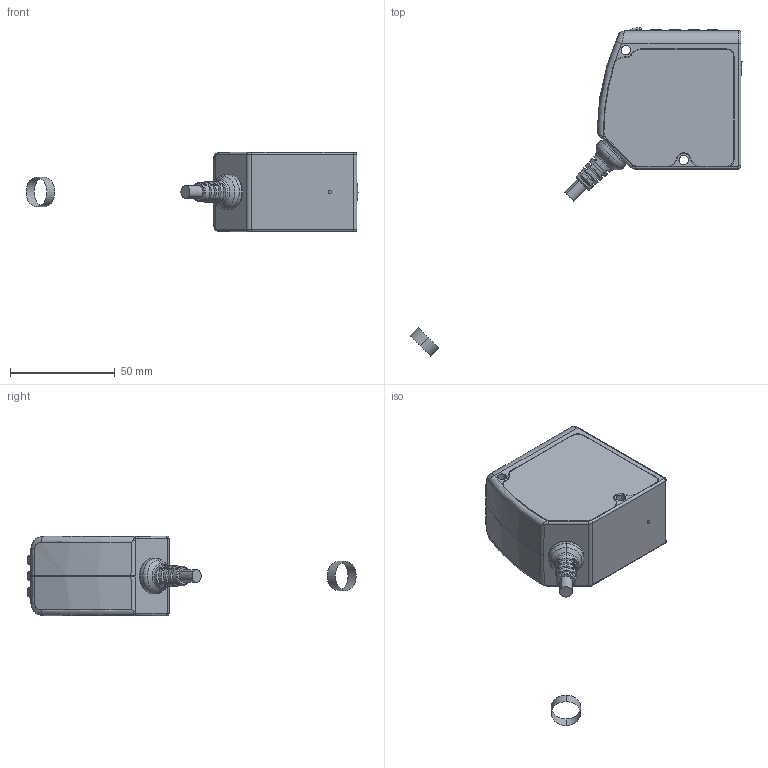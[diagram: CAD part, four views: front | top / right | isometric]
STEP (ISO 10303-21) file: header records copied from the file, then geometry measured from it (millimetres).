
FILE_DESCRIPTION((''),'2;1');
FILE_NAME('186338_ASM','2016-05-18T',('PDMAdmin'),(''),'PRO/ENGINEER BY PARAMETRIC TECHNOLOGY CORPORATION, 2016010','PRO/ENGINEER BY PARAMETRIC TECHNOLOGY CORPORATION, 2016010','');
FILE_SCHEMA(('CONFIG_CONTROL_DESIGN'));
Products named in the file (37): 184310_AF0; 164928_AF1; 164938; 164927; 164928_AF0_ASM; 164133_AF1; LIF10_AF0; 164133_AF0_ASM; 166178_AF1; DWAMP_RTRI_SWITCH_KMR2; SMLEDC; SMDLED1; 166178_AF0_ASM; 172161; 164943_9MM_SPACE; 172975_TOF_AF0_ASM; 172484; 172475_AF0; 164949_AF0; 164948_AF0; 164919_ORING_AF4; 118171_ASSY-164918_AF3; 178187_AF0; 164918_AF10_ASM; 172124_AF0; 133396_AF0; 133394_AF0; 133394_AF1; 133394_AF2; 133394_AF3; 141342_AF0; 133399_AF0_ASM; 165917_AF0; 165918_AF0; 172023_AF0_ASM; 164952_AF0_ASM; 186338_ASM
Assembly tree (40 placements, depth 5):
  186338_ASM
    184310_AF0
    172975_TOF_AF0_ASM
      164928_AF0_ASM
        164928_AF1
        164938
        164927
      164133_AF0_ASM
        164133_AF1
        LIF10_AF0
      166178_AF0_ASM
        166178_AF1
        DWAMP_RTRI_SWITCH_KMR2  x4
        SMLEDC  x2
        SMDLED1
      172161
      164943_9MM_SPACE
    172484
    172475_AF0
    164952_AF0_ASM
      164918_AF10_ASM
        164949_AF0
        164948_AF0
        164919_ORING_AF4
        118171_ASSY-164918_AF3
        178187_AF0
      172023_AF0_ASM
        172124_AF0
        133399_AF0_ASM
          133396_AF0
          133394_AF0
          133394_AF1
          133394_AF2
          133394_AF3
          141342_AF0
        165917_AF0
        165918_AF0
Bounding box: 158.76 x 156.98 x 38 mm (x, y, z)
Volume: 37845.9 mm3; surface area: 46346.9 mm2
Topology: 33 solids, 35 shells, 2570 faces, 6471 edges, 4023 vertices
Faces by surface type: plane 1220, cylinder 706, bspline 264, cone 214, torus 113, extrusion 27, sphere 26
Entity records: 82963 total; most frequent: CARTESIAN_POINT 27243, ORIENTED_EDGE 11790, DIRECTION 11091, EDGE_CURVE 5899, AXIS2_PLACEMENT_3D 3820, VERTEX_POINT 3675, VECTOR 3451, LINE 3424
